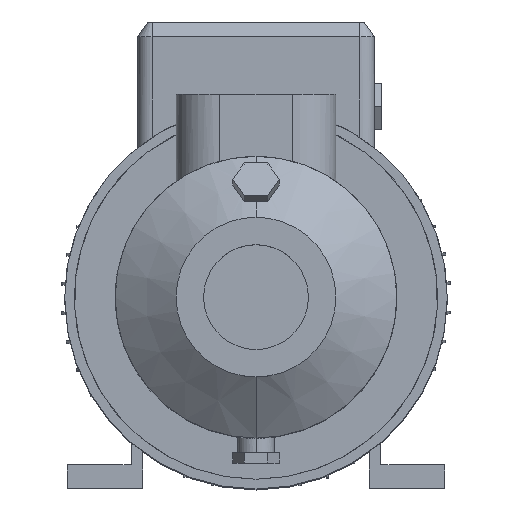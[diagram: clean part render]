
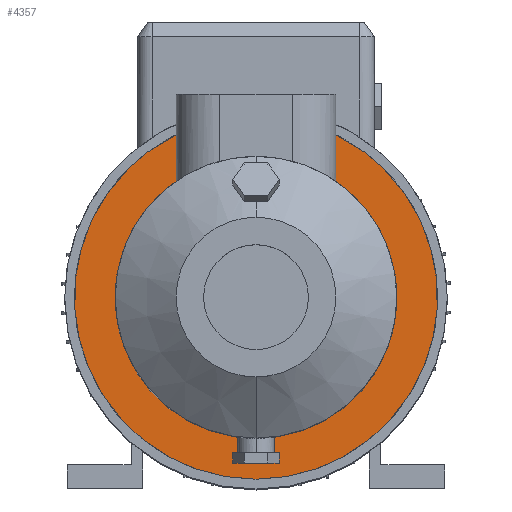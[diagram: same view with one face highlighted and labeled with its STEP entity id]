
A CAD part, top view. The second image highlights one B-rep face of the part: STEP entity #4357.
In plain terms, the highlighted planar face has unit normal (0, 0, 1).
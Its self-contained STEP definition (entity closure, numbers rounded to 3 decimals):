
#570 = CIRCLE ( 'NONE', #7044, 97. ) ;
#575 = CIRCLE ( 'NONE', #7059, 125. ) ;
#584 = DIRECTION ( 'NONE',  ( 0., 0., -1. ) ) ;
#617 = ORIENTED_EDGE ( 'NONE', *, *, #5202, .F. ) ;
#860 = CARTESIAN_POINT ( 'NONE',  ( 0., 0., -43. ) ) ;
#875 = EDGE_CURVE ( 'NONE', #3949, #8359, #570, .T. ) ;
#1637 = DIRECTION ( 'NONE',  ( 0., 0., 1. ) ) ;
#1675 = DIRECTION ( 'NONE',  ( 0., -1., 0. ) ) ;
#1934 = AXIS2_PLACEMENT_3D ( 'NONE', #3907, #1637, #6925 ) ;
#2383 = EDGE_CURVE ( 'NONE', #5096, #8672, #7385, .T. ) ;
#2590 = VECTOR ( 'NONE', #6535, 1000. ) ;
#2989 = DIRECTION ( 'NONE',  ( 0., 0., 1. ) ) ;
#3073 = CARTESIAN_POINT ( 'NONE',  ( 0., 97., -43. ) ) ;
#3484 = CARTESIAN_POINT ( 'NONE',  ( -55., -131.702, -43. ) ) ;
#3849 = CARTESIAN_POINT ( 'NONE',  ( 55., -131.702, -43. ) ) ;
#3907 = CARTESIAN_POINT ( 'NONE',  ( 0., 0., -43. ) ) ;
#3949 = VERTEX_POINT ( 'NONE', #9472 ) ;
#4357 = ADVANCED_FACE ( 'NONE', ( #5691 ), #10159, .F. ) ;
#4780 = AXIS2_PLACEMENT_3D ( 'NONE', #7461, #7342, #11009 ) ;
#5096 = VERTEX_POINT ( 'NONE', #5311 ) ;
#5120 = DIRECTION ( 'NONE',  ( 0., 1., 0. ) ) ;
#5202 = EDGE_CURVE ( 'NONE', #8180, #6740, #9082, .T. ) ;
#5212 = DIRECTION ( 'NONE',  ( 0., 0., 1. ) ) ;
#5311 = CARTESIAN_POINT ( 'NONE',  ( -55., 112.25, -43. ) ) ;
#5669 = DIRECTION ( 'NONE',  ( 0., -1., 0. ) ) ;
#5691 = FACE_OUTER_BOUND ( 'NONE', #10388, .T. ) ;
#5996 = VECTOR ( 'NONE', #5120, 1000. ) ;
#6469 = EDGE_CURVE ( 'NONE', #8672, #6740, #575, .T. ) ;
#6501 = ORIENTED_EDGE ( 'NONE', *, *, #875, .F. ) ;
#6535 = DIRECTION ( 'NONE',  ( 0., 1., 0. ) ) ;
#6740 = VERTEX_POINT ( 'NONE', #11458 ) ;
#6925 = DIRECTION ( 'NONE',  ( 0., -1., 0. ) ) ;
#7044 = AXIS2_PLACEMENT_3D ( 'NONE', #860, #5212, #1675 ) ;
#7059 = AXIS2_PLACEMENT_3D ( 'NONE', #9378, #2989, #5669 ) ;
#7342 = DIRECTION ( 'NONE',  ( 0., 0., 1. ) ) ;
#7385 = CIRCLE ( 'NONE', #4780, 125. ) ;
#7461 = CARTESIAN_POINT ( 'NONE',  ( 0., 0., -43. ) ) ;
#7874 = ORIENTED_EDGE ( 'NONE', *, *, #8670, .T. ) ;
#7973 = ORIENTED_EDGE ( 'NONE', *, *, #6469, .T. ) ;
#8180 = VERTEX_POINT ( 'NONE', #8567 ) ;
#8359 = VERTEX_POINT ( 'NONE', #8849 ) ;
#8477 = ORIENTED_EDGE ( 'NONE', *, *, #2383, .T. ) ;
#8567 = CARTESIAN_POINT ( 'NONE',  ( 55., 79.9, -43. ) ) ;
#8663 = CARTESIAN_POINT ( 'NONE',  ( 0., -125., -43. ) ) ;
#8670 = EDGE_CURVE ( 'NONE', #3949, #5096, #11452, .T. ) ;
#8672 = VERTEX_POINT ( 'NONE', #8663 ) ;
#8849 = CARTESIAN_POINT ( 'NONE',  ( 0., -97., -43. ) ) ;
#8974 = CIRCLE ( 'NONE', #1934, 97. ) ;
#9082 = LINE ( 'NONE', #3849, #2590 ) ;
#9233 = DIRECTION ( 'NONE',  ( 0., 1., 0. ) ) ;
#9378 = CARTESIAN_POINT ( 'NONE',  ( 0., 0., -43. ) ) ;
#9472 = CARTESIAN_POINT ( 'NONE',  ( -55., 79.9, -43. ) ) ;
#9861 = EDGE_CURVE ( 'NONE', #8359, #8180, #8974, .T. ) ;
#10159 = PLANE ( 'NONE',  #10955 ) ;
#10388 = EDGE_LOOP ( 'NONE', ( #617, #10763, #6501, #7874, #8477, #7973 ) ) ;
#10763 = ORIENTED_EDGE ( 'NONE', *, *, #9861, .F. ) ;
#10955 = AXIS2_PLACEMENT_3D ( 'NONE', #3073, #584, #9233 ) ;
#11009 = DIRECTION ( 'NONE',  ( 0., -1., 0. ) ) ;
#11452 = LINE ( 'NONE', #3484, #5996 ) ;
#11458 = CARTESIAN_POINT ( 'NONE',  ( 55., 112.25, -43. ) ) ;
